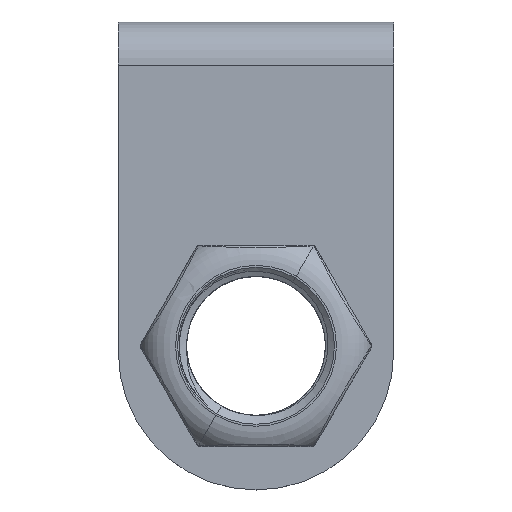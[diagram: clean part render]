
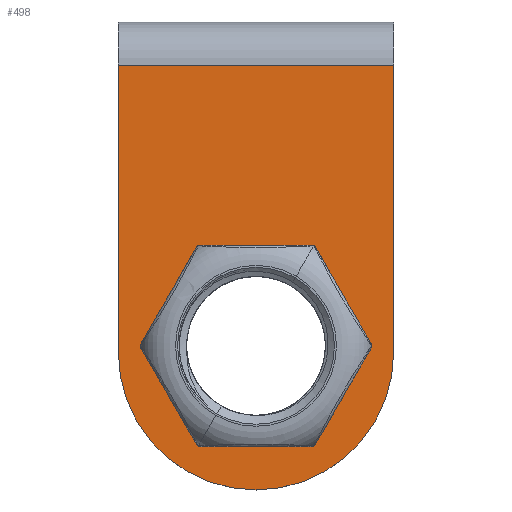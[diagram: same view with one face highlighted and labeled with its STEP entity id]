
A CAD part, top view. The second image highlights one B-rep face of the part: STEP entity #498.
In plain terms, the highlighted face is planar.
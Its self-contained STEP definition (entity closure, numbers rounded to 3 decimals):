
#6=DIRECTION('',(0.,1.,0.));
#7=VECTOR('',#6,39.875);
#8=CARTESIAN_POINT('',(0.,-59.,0.));
#9=LINE('',#8,#7);
#129=DIRECTION('',(0.,1.,0.));
#130=VECTOR('',#129,39.875);
#131=CARTESIAN_POINT('',(38.25,-59.,0.));
#132=LINE('',#131,#130);
#170=CARTESIAN_POINT('',(19.125,-20.,0.));
#171=DIRECTION('',(0.,0.,-1.));
#172=DIRECTION('',(1.,0.,0.));
#173=AXIS2_PLACEMENT_3D('',#170,#171,#172);
#175=CARTESIAN_POINT('',(19.125,-20.,0.));
#176=DIRECTION('',(0.,0.,-1.));
#177=DIRECTION('',(-1.,0.,0.));
#178=AXIS2_PLACEMENT_3D('',#175,#176,#177);
#180=DIRECTION('',(-1.,0.,0.));
#181=VECTOR('',#180,38.25);
#182=CARTESIAN_POINT('',(38.25,-59.,0.));
#183=LINE('',#182,#181);
#184=CARTESIAN_POINT('',(19.125,-19.125,0.));
#185=DIRECTION('',(0.,0.,1.));
#186=DIRECTION('',(1.,0.,0.));
#187=AXIS2_PLACEMENT_3D('',#184,#185,#186);
#193=CARTESIAN_POINT('',(31.625,-20.,0.));
#194=CARTESIAN_POINT('',(6.625,-20.,0.));
#195=VERTEX_POINT('',#193);
#196=VERTEX_POINT('',#194);
#221=CARTESIAN_POINT('',(0.,-59.,0.));
#223=VERTEX_POINT('',#221);
#227=CARTESIAN_POINT('',(38.25,-59.,0.));
#228=VERTEX_POINT('',#227);
#237=CARTESIAN_POINT('',(38.25,-19.125,0.));
#238=CARTESIAN_POINT('',(0.,-19.125,0.));
#239=VERTEX_POINT('',#237);
#240=VERTEX_POINT('',#238);
#482=CARTESIAN_POINT('',(0.,-65.,0.));
#483=DIRECTION('',(0.,0.,-1.));
#484=DIRECTION('',(0.,1.,0.));
#485=AXIS2_PLACEMENT_3D('',#482,#483,#484);
#486=PLANE('',#485);
#487=ORIENTED_EDGE('',*,*,#279,.F.);
#488=ORIENTED_EDGE('',*,*,#417,.T.);
#490=ORIENTED_EDGE('',*,*,#489,.T.);
#491=ORIENTED_EDGE('',*,*,#252,.F.);
#492=EDGE_LOOP('',(#487,#488,#490,#491));
#493=FACE_OUTER_BOUND('',#492,.F.);
#494=ORIENTED_EDGE('',*,*,#462,.T.);
#495=ORIENTED_EDGE('',*,*,#476,.T.);
#496=EDGE_LOOP('',(#494,#495));
#497=FACE_BOUND('',#496,.F.);
#498=ADVANCED_FACE('',(#493,#497),#486,.T.);
#174=CIRCLE('',#173,12.5);
#179=CIRCLE('',#178,12.5);
#188=CIRCLE('',#187,19.125);
#252=EDGE_CURVE('',#223,#240,#9,.T.);
#279=EDGE_CURVE('',#228,#223,#183,.T.);
#417=EDGE_CURVE('',#228,#239,#132,.T.);
#462=EDGE_CURVE('',#195,#196,#174,.T.);
#476=EDGE_CURVE('',#196,#195,#179,.T.);
#489=EDGE_CURVE('',#239,#240,#188,.T.);
